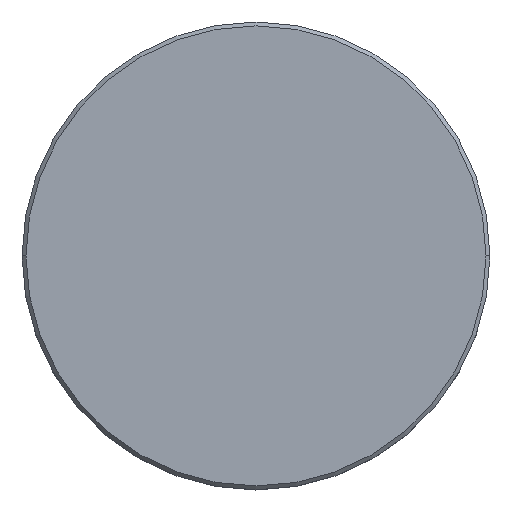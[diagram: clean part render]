
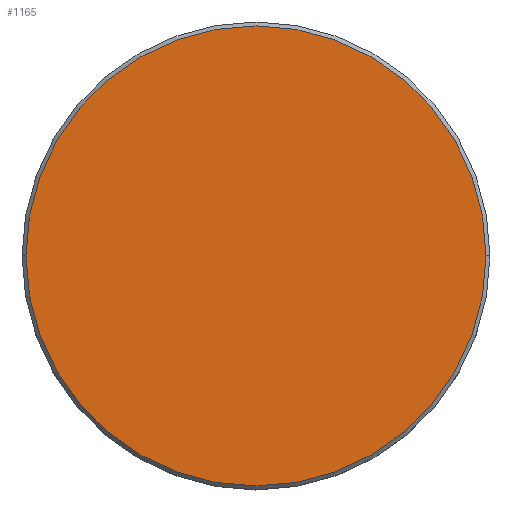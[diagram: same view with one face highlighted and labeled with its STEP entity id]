
A CAD part, top view. The second image highlights one B-rep face of the part: STEP entity #1165.
In plain terms, the highlighted planar face has unit normal (0, 0, 1).
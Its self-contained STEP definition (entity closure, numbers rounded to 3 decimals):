
#83 = AXIS2_PLACEMENT_3D ( 'NONE', #1117, #650, #1023 ) ;
#84 = FACE_OUTER_BOUND ( 'NONE', #109, .T. ) ;
#109 = EDGE_LOOP ( 'NONE', ( #660, #1094 ) ) ;
#155 = AXIS2_PLACEMENT_3D ( 'NONE', #1019, #552, #927 ) ;
#242 = DIRECTION ( 'NONE',  ( 0., 0., 1. ) ) ;
#304 = AXIS2_PLACEMENT_3D ( 'NONE', #688, #242, #926 ) ;
#306 = CIRCLE ( 'NONE', #83, 29.5 ) ;
#366 = PLANE ( 'NONE',  #155 ) ;
#438 = EDGE_CURVE ( 'NONE', #553, #757, #1067, .T. ) ;
#502 = CARTESIAN_POINT ( 'NONE',  ( -29.5, 0., 0. ) ) ;
#552 = DIRECTION ( 'NONE',  ( 0., 0., 1. ) ) ;
#553 = VERTEX_POINT ( 'NONE', #584 ) ;
#584 = CARTESIAN_POINT ( 'NONE',  ( 29.5, 0., 0. ) ) ;
#650 = DIRECTION ( 'NONE',  ( 0., 0., 1. ) ) ;
#660 = ORIENTED_EDGE ( 'NONE', *, *, #810, .T. ) ;
#688 = CARTESIAN_POINT ( 'NONE',  ( 0., 0., 0. ) ) ;
#757 = VERTEX_POINT ( 'NONE', #502 ) ;
#810 = EDGE_CURVE ( 'NONE', #757, #553, #306, .T. ) ;
#926 = DIRECTION ( 'NONE',  ( 1., 0., 0. ) ) ;
#927 = DIRECTION ( 'NONE',  ( 1., 0., 0. ) ) ;
#1019 = CARTESIAN_POINT ( 'NONE',  ( 0., 0., 0. ) ) ;
#1023 = DIRECTION ( 'NONE',  ( 1., 0., 0. ) ) ;
#1067 = CIRCLE ( 'NONE', #304, 29.5 ) ;
#1094 = ORIENTED_EDGE ( 'NONE', *, *, #438, .T. ) ;
#1117 = CARTESIAN_POINT ( 'NONE',  ( 0., 0., 0. ) ) ;
#1165 = ADVANCED_FACE ( 'NONE', ( #84 ), #366, .T. ) ;
